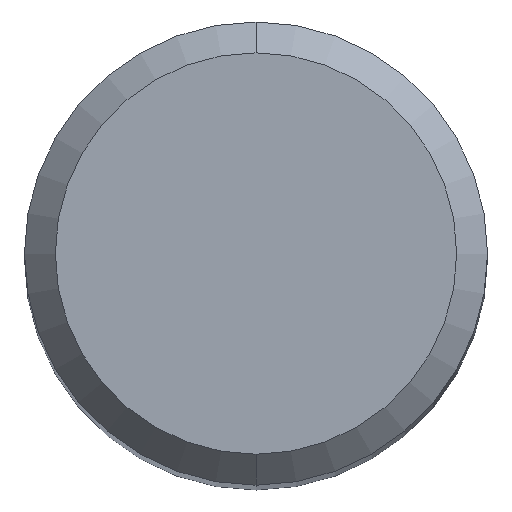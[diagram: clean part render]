
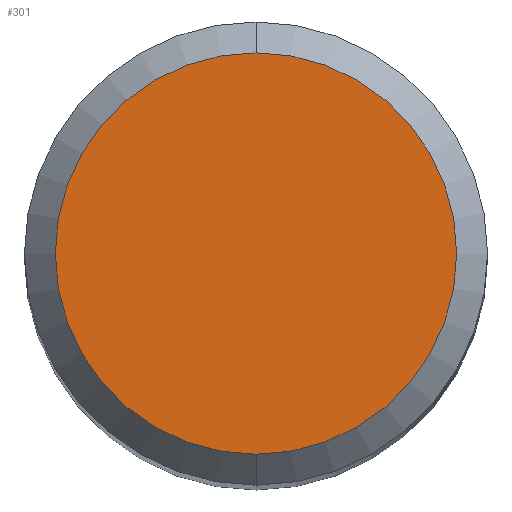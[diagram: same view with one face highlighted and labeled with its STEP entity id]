
A CAD part, top view. The second image highlights one B-rep face of the part: STEP entity #301.
In plain terms, the highlighted planar face has unit normal (0, 0, 1).
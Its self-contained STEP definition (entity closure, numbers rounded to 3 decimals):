
#231=EDGE_CURVE('',#333,#435,#551,.T.);
#265=EDGE_CURVE('',#435,#333,#590,.T.);
#301=ADVANCED_FACE('',(#630),#631,.T.);
#333=VERTEX_POINT('',#665);
#435=VERTEX_POINT('',#779);
#551=CIRCLE('',#953,2.6);
#590=CIRCLE('',#1006,2.6);
#630=FACE_OUTER_BOUND('',#1076,.T.);
#631=PLANE('',#1077);
#665=CARTESIAN_POINT('',(0.0,2.6,0.0));
#779=CARTESIAN_POINT('',(0.,-2.6,0.0));
#953=AXIS2_PLACEMENT_3D('',#1533,#1534,#1535);
#1006=AXIS2_PLACEMENT_3D('',#1590,#1591,#1592);
#1076=EDGE_LOOP('',(#1642,#1643));
#1077=AXIS2_PLACEMENT_3D('',#1644,#1645,#1646);
#1533=CARTESIAN_POINT('',(0.0,0.0,0.0));
#1534=DIRECTION('',(0.0,0.0,-1.0));
#1535=DIRECTION('',(0.0,1.0,0.0));
#1590=CARTESIAN_POINT('',(0.0,0.0,0.0));
#1591=DIRECTION('',(0.0,0.0,-1.0));
#1592=DIRECTION('',(0.0,1.0,0.0));
#1642=ORIENTED_EDGE('',*,*,#231,.F.);
#1643=ORIENTED_EDGE('',*,*,#265,.F.);
#1644=CARTESIAN_POINT('',(0.0,1.3,0.0));
#1645=DIRECTION('',(-0.0,0.0,1.0));
#1646=DIRECTION('',(0.0,-1.0,0.0));
